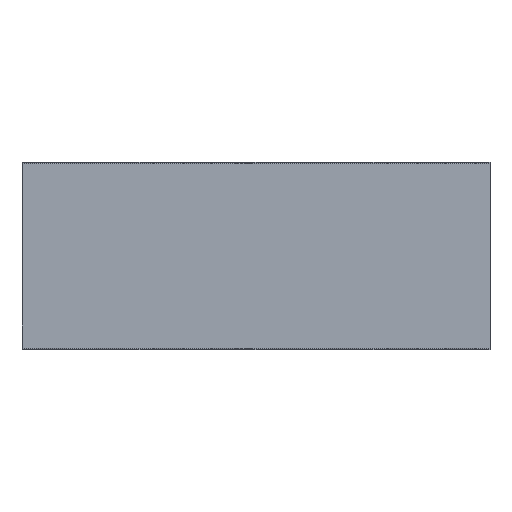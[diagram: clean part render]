
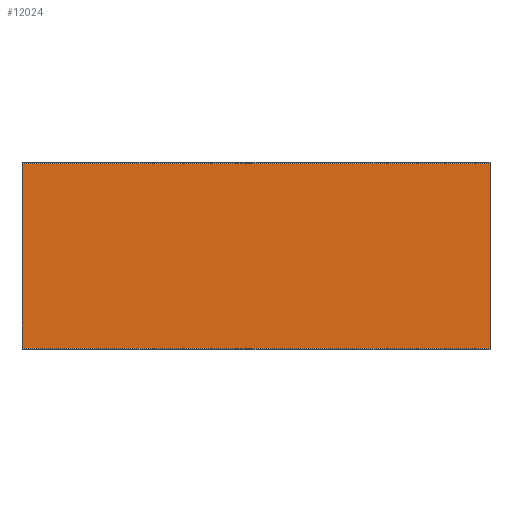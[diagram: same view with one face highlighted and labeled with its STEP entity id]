
A CAD part, top view. The second image highlights one B-rep face of the part: STEP entity #12024.
In plain terms, the highlighted face is planar.
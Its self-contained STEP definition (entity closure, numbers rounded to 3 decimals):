
#11657=DIRECTION('',(1.,0.,0.));
#11658=VECTOR('',#11657,39.4);
#11659=CARTESIAN_POINT('',(-19.7,1.4,50.));
#11660=LINE('',#11659,#11658);
#11665=DIRECTION('',(1.,0.,0.));
#11666=VECTOR('',#11665,39.4);
#11667=CARTESIAN_POINT('',(-19.7,1.4,-50.));
#11668=LINE('',#11667,#11666);
#11669=DIRECTION('',(0.,0.,1.));
#11670=VECTOR('',#11669,100.);
#11671=CARTESIAN_POINT('',(19.7,1.4,-50.));
#11672=LINE('',#11671,#11670);
#11677=DIRECTION('',(0.,0.,1.));
#11678=VECTOR('',#11677,100.);
#11679=CARTESIAN_POINT('',(-19.7,1.4,-50.));
#11680=LINE('',#11679,#11678);
#11865=CARTESIAN_POINT('',(19.7,1.4,-50.));
#11866=CARTESIAN_POINT('',(19.7,1.4,50.));
#11867=VERTEX_POINT('',#11865);
#11868=VERTEX_POINT('',#11866);
#11869=CARTESIAN_POINT('',(-19.7,1.4,-50.));
#11870=CARTESIAN_POINT('',(-19.7,1.4,50.));
#11871=VERTEX_POINT('',#11869);
#11872=VERTEX_POINT('',#11870);
#12012=CARTESIAN_POINT('',(-18.2,1.4,-50.));
#12013=DIRECTION('',(0.,1.,0.));
#12014=DIRECTION('',(-1.,0.,0.));
#12015=AXIS2_PLACEMENT_3D('',#12012,#12013,#12014);
#12016=PLANE('',#12015);
#12017=ORIENTED_EDGE('',*,*,#11994,.F.);
#12019=ORIENTED_EDGE('',*,*,#12018,.F.);
#12020=ORIENTED_EDGE('',*,*,#11898,.T.);
#12021=ORIENTED_EDGE('',*,*,#12007,.T.);
#12022=EDGE_LOOP('',(#12017,#12019,#12020,#12021));
#12023=FACE_OUTER_BOUND('',#12022,.F.);
#11898=EDGE_CURVE('',#11871,#11867,#11668,.T.);
#11994=EDGE_CURVE('',#11872,#11868,#11660,.T.);
#12007=EDGE_CURVE('',#11867,#11868,#11672,.T.);
#12018=EDGE_CURVE('',#11871,#11872,#11680,.T.);
#12024=ADVANCED_FACE('',(#12023),#12016,.T.);
